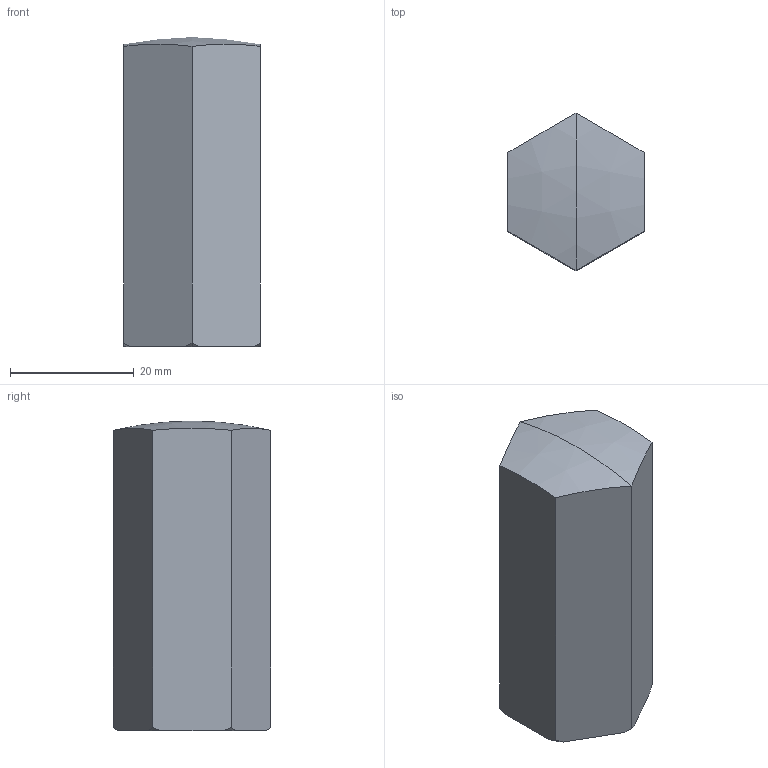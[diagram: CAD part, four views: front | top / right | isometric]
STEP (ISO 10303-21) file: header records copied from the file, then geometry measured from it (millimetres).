
FILE_DESCRIPTION (( 'STEP AP203' ), '1' );
FILE_NAME ('bj812-12050-r.STEP', '2021-10-25T00:32:48', ( '' ), ( '' ), 'SwSTEP 2.0', 'SolidWorks 2020', '' );
FILE_SCHEMA (( 'CONFIG_CONTROL_DESIGN' ));
Length unit declared in the file: millimetre
Products named in the file (1): bj812-12050-r
Bounding box: 22 x 25.4 x 50 mm (x, y, z)
Volume: 17871.5 mm3; surface area: 5498.9 mm2
Topology: 1 solids, 1 shells, 19 faces, 46 edges, 30 vertices
Faces by surface type: plane 8, cone 7, sphere 2, cylinder 2
Entity records: 652 total; most frequent: CARTESIAN_POINT 132, DIRECTION 93, ORIENTED_EDGE 92, EDGE_CURVE 46, AXIS2_PLACEMENT_3D 39, VERTEX_POINT 30, EDGE_LOOP 20, CIRCLE 19
